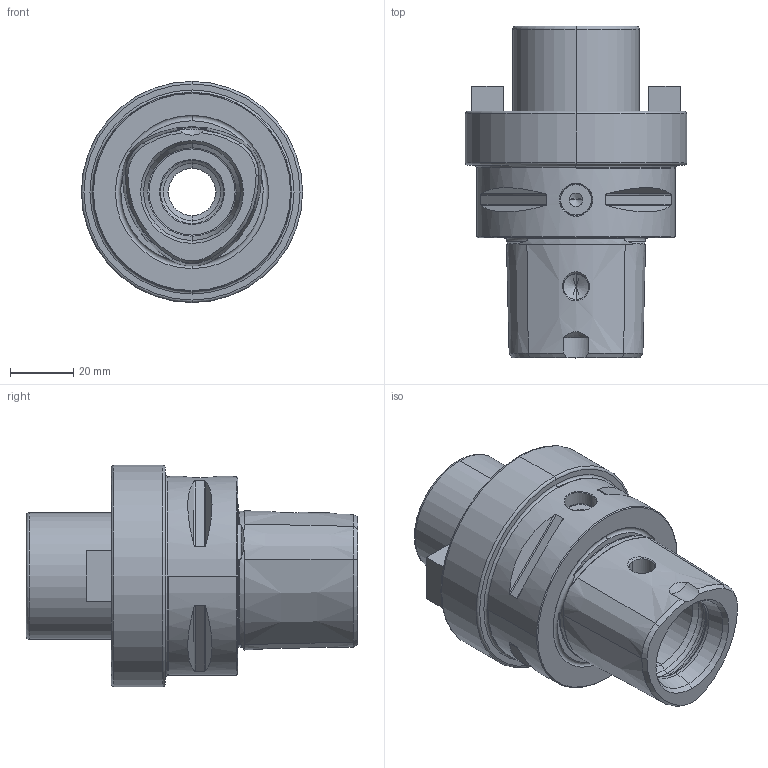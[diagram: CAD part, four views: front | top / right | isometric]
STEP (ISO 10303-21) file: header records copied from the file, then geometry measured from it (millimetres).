
FILE_DESCRIPTION((''),'2;1');
FILE_NAME('CC6-050-40','2011-09-13T',('mei'),(''),'PRO/ENGINEER BY PARAMETRIC TECHNOLOGY CORPORATION, 2010430','PRO/ENGINEER BY PARAMETRIC TECHNOLOGY CORPORATION, 2010430','');
FILE_SCHEMA(('CONFIG_CONTROL_DESIGN'));
Length unit declared in the file: millimetre
Products named in the file (1): CC6-050-40
Bounding box: 70 x 105 x 70 mm (x, y, z)
Volume: 188374.8 mm3; surface area: 35374.6 mm2
Topology: 1 solids, 3 shells, 139 faces, 334 edges, 206 vertices
Faces by surface type: cone 42, cylinder 37, plane 34, torus 24, bspline 2
Entity records: 4784 total; most frequent: CARTESIAN_POINT 1541, DIRECTION 682, ORIENTED_EDGE 650, EDGE_CURVE 330, AXIS2_PLACEMENT_3D 280, VERTEX_POINT 206, EDGE_LOOP 156, CIRCLE 142
